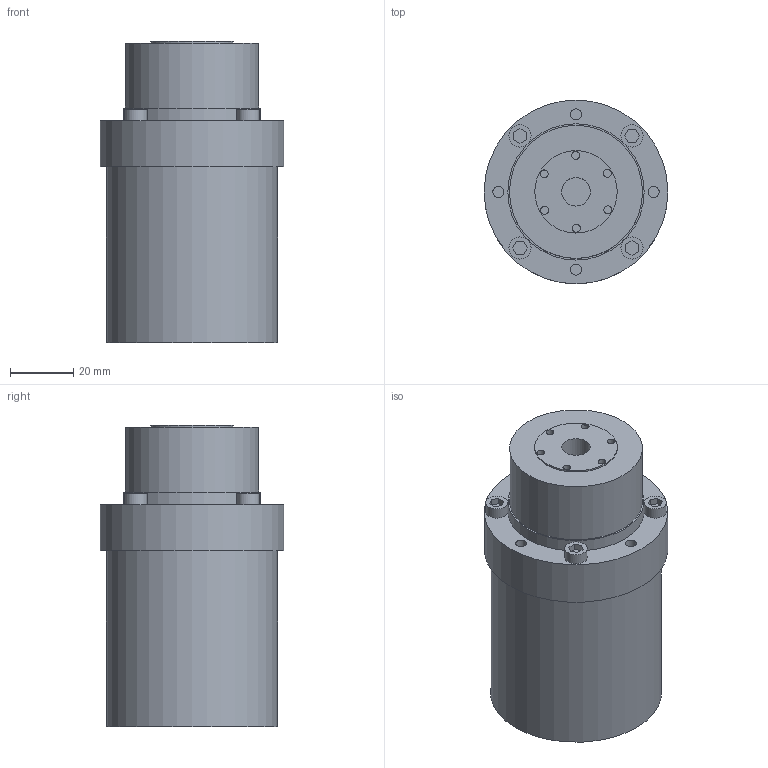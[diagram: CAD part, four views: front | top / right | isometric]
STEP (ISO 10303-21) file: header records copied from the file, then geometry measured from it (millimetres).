
FILE_DESCRIPTION(/* description */ (''),/* implementation_level */ '2;1');
FILE_NAME(/* name */ '电机11.stp',/* time_stamp */ '2020-03-02T12:14:57+08:00',/* author */ (''),/* organization */ (''),/* preprocessor_version */ 'ST-DEVELOPER v16',/* originating_system */ 'SIEMENS PLM Software NX 10.0',/* authorisation */ '');
FILE_SCHEMA (('CONFIG_CONTROL_DESIGN'));
Length unit declared in the file: millimetre
Products named in the file (1): 电机
Bounding box: 58 x 58 x 95 mm (x, y, z)
Volume: 198981 mm3; surface area: 22518.3 mm2
Topology: 5 solids, 5 shells, 73 faces, 137 edges, 93 vertices
Faces by surface type: plane 53, cylinder 20
Full cylindrical faces by diameter (mm): 2.5 x6, 3.5 x4, 7 x4, 9 x1, 26 x1, 42 x1, 43 x1, 54 x1, 58 x1
Entity records: 1762 total; most frequent: DIRECTION 300, CARTESIAN_POINT 274, ORIENTED_EDGE 224, AXIS2_PLACEMENT_3D 114, EDGE_LOOP 112, EDGE_CURVE 112, VERTEX_POINT 88, ADVANCED_FACE 73
